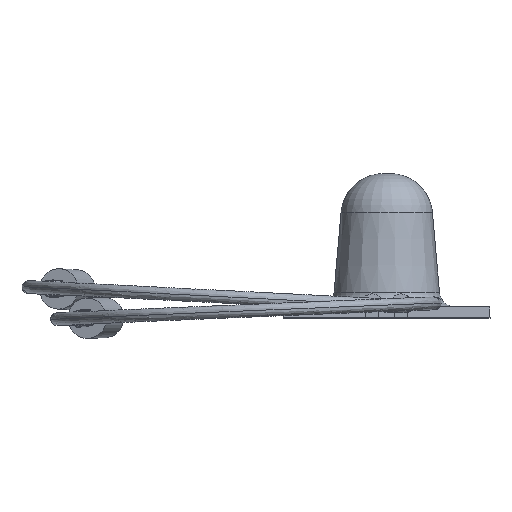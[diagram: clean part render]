
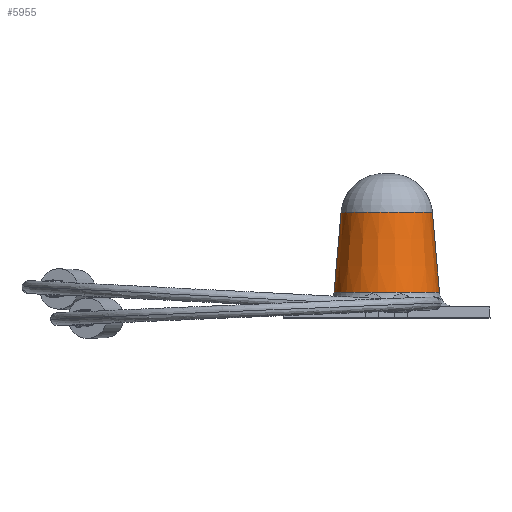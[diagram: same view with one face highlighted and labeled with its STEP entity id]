
A CAD part, top view. The second image highlights one B-rep face of the part: STEP entity #5955.
In plain terms, the highlighted conical face has half-angle 5 degrees and reference radius 20.558 mm.
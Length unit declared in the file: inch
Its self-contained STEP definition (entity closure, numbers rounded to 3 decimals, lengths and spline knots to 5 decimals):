
#5473 = VERTEX_POINT ( 'NONE', #8765 ) ;
#5568 = VERTEX_POINT ( 'NONE', #9066 ) ;
#5676 = EDGE_CURVE ( 'NONE', #5568, #5473, #9450, .T. ) ;
#5736 = VERTEX_POINT ( 'NONE', #9681 ) ;
#5825 = VERTEX_POINT ( 'NONE', #9880 ) ;
#5831 = EDGE_CURVE ( 'NONE', #5825, #5568, #9944, .T. ) ;
#5833 = EDGE_CURVE ( 'NONE', #5473, #5736, #9940, .T. ) ;
#5953 = EDGE_CURVE ( 'NONE', #5825, #5736, #10368, .T. ) ;
#5954 = ORIENTED_EDGE ( 'NONE', *, *, #5953, .F. ) ;
#5955 = ADVANCED_FACE ( 'NONE', ( #10446 ), #10418, .T. ) ;
#5961 = ORIENTED_EDGE ( 'NONE', *, *, #5833, .T. ) ;
#5971 = EDGE_LOOP ( 'NONE', ( #5974, #5961, #5954, #5988 ) ) ;
#5974 = ORIENTED_EDGE ( 'NONE', *, *, #5676, .T. ) ;
#5988 = ORIENTED_EDGE ( 'NONE', *, *, #5831, .T. ) ;
#8765 = CARTESIAN_POINT ( 'NONE',  ( -0.70191, -1.55007, 1.61665 ) ) ;
#9066 = CARTESIAN_POINT ( 'NONE',  ( 0.70191, -1.55007, 1.61665 ) ) ;
#9446 = DIRECTION ( 'NONE',  ( 0., -1., 0. ) ) ;
#9447 = DIRECTION ( 'NONE',  ( 0., 0., -1. ) ) ;
#9448 = CARTESIAN_POINT ( 'NONE',  ( 0., -1.55007, 1.61665 ) ) ;
#9449 = AXIS2_PLACEMENT_3D ( 'NONE', #9448, #9447, #9446 ) ;
#9450 = CIRCLE ( 'NONE', #9449, 0.70191 ) ;
#9681 = CARTESIAN_POINT ( 'NONE',  ( -0.80939, -1.55007, 0.38821 ) ) ;
#9880 = CARTESIAN_POINT ( 'NONE',  ( 0.80939, -1.55007, 0.38821 ) ) ;
#9931 = VECTOR ( 'NONE', #9936, 39.37008 ) ;
#9936 = DIRECTION ( 'NONE',  ( -0.087, 0., -0.996 ) ) ;
#9937 = CARTESIAN_POINT ( 'NONE',  ( -0.65, -1.55007, 2.21 ) ) ;
#9938 = DIRECTION ( 'NONE',  ( -0.087, 0., 0.996 ) ) ;
#9939 = VECTOR ( 'NONE', #9938, 39.37008 ) ;
#9940 = LINE ( 'NONE', #9937, #9931 ) ;
#9944 = LINE ( 'NONE', #9945, #9939 ) ;
#9945 = CARTESIAN_POINT ( 'NONE',  ( 0.65, -1.55007, 2.21 ) ) ;
#10368 = CIRCLE ( 'NONE', #10445, 0.80939 ) ;
#10418 = CONICAL_SURFACE ( 'NONE', #10432, 0.80939, 0.087 ) ;
#10432 = AXIS2_PLACEMENT_3D ( 'NONE', #10464, #10461, #10460 ) ;
#10433 = DIRECTION ( 'NONE',  ( 0., 1., 0. ) ) ;
#10434 = DIRECTION ( 'NONE',  ( 0., 0., -1. ) ) ;
#10435 = CARTESIAN_POINT ( 'NONE',  ( 0., -1.55007, 0.38821 ) ) ;
#10445 = AXIS2_PLACEMENT_3D ( 'NONE', #10435, #10434, #10433 ) ;
#10446 = FACE_OUTER_BOUND ( 'NONE', #5971, .T. ) ;
#10460 = DIRECTION ( 'NONE',  ( -1., 0., 0. ) ) ;
#10461 = DIRECTION ( 'NONE',  ( 0., 0., -1. ) ) ;
#10464 = CARTESIAN_POINT ( 'NONE',  ( 0., -1.55007, 0.38821 ) ) ;
